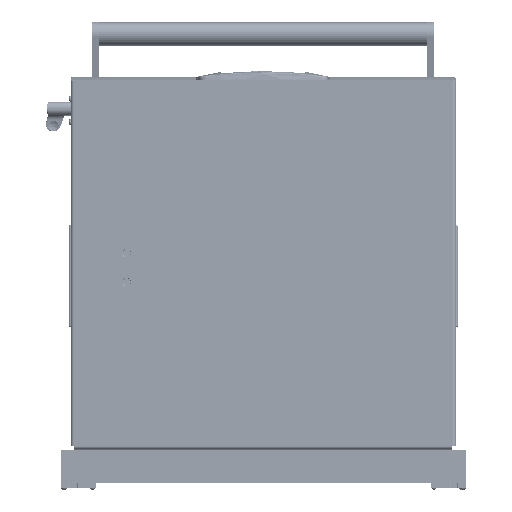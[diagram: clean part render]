
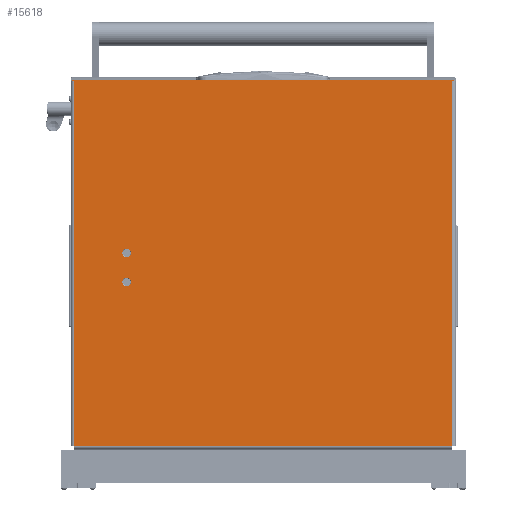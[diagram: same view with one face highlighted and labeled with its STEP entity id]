
A CAD part, front view. The second image highlights one B-rep face of the part: STEP entity #15618.
In plain terms, the highlighted face is planar.
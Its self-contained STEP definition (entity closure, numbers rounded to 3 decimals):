
#700 = LINE ( 'NONE', #171174, #47307 ) ;
#3749 = DIRECTION ( 'NONE',  ( -1., 0., 0. ) ) ;
#4355 = DIRECTION ( 'NONE',  ( -1., 0., 0. ) ) ;
#6798 = EDGE_CURVE ( 'NONE', #76066, #104589, #78497, .T. ) ;
#10569 = EDGE_CURVE ( 'NONE', #104589, #101718, #53750, .T. ) ;
#11669 = CIRCLE ( 'NONE', #134200, 5.2 ) ;
#12027 = EDGE_CURVE ( 'NONE', #103573, #93126, #11669, .T. ) ;
#12550 = DIRECTION ( 'NONE',  ( 0., 0., -1. ) ) ;
#15618 = ADVANCED_FACE ( 'NONE', ( #156114, #141724, #193017 ), #142155, .T. ) ;
#16287 = LINE ( 'NONE', #91236, #106803 ) ;
#16730 = CARTESIAN_POINT ( 'NONE',  ( 205., 389., 0. ) ) ;
#16940 = VECTOR ( 'NONE', #70094, 1000. ) ;
#17914 = ORIENTED_EDGE ( 'NONE', *, *, #27976, .F. ) ;
#18890 = ORIENTED_EDGE ( 'NONE', *, *, #12027, .F. ) ;
#20407 = VECTOR ( 'NONE', #138929, 1000. ) ;
#25660 = CARTESIAN_POINT ( 'NONE',  ( 240., 389., 0. ) ) ;
#27976 = EDGE_CURVE ( 'NONE', #134742, #134604, #99524, .T. ) ;
#30922 = EDGE_LOOP ( 'NONE', ( #166431, #116318 ) ) ;
#32662 = EDGE_CURVE ( 'NONE', #195979, #184808, #73047, .T. ) ;
#34830 = CARTESIAN_POINT ( 'NONE',  ( 210.2, 389., 0. ) ) ;
#35152 = LINE ( 'NONE', #93054, #20407 ) ;
#41723 = CARTESIAN_POINT ( 'NONE',  ( -2., -2., 0. ) ) ;
#43168 = AXIS2_PLACEMENT_3D ( 'NONE', #109389, #187905, #77270 ) ;
#43740 = DIRECTION ( 'NONE',  ( 0., 0., -1. ) ) ;
#47307 = VECTOR ( 'NONE', #186241, 1000. ) ;
#49365 = DIRECTION ( 'NONE',  ( 0., 1., 0. ) ) ;
#49938 = EDGE_CURVE ( 'NONE', #108618, #61921, #91496, .T. ) ;
#50276 = CARTESIAN_POINT ( 'NONE',  ( 0., 452., 0. ) ) ;
#53750 = LINE ( 'NONE', #72121, #16940 ) ;
#56271 = LINE ( 'NONE', #50276, #114911 ) ;
#60051 = AXIS2_PLACEMENT_3D ( 'NONE', #122990, #43740, #122303 ) ;
#61368 = CARTESIAN_POINT ( 'NONE',  ( 0., -2., 0. ) ) ;
#61921 = VERTEX_POINT ( 'NONE', #187729 ) ;
#64689 = DIRECTION ( 'NONE',  ( 0., 0., -1. ) ) ;
#66038 = CARTESIAN_POINT ( 'NONE',  ( 0., 452., 0. ) ) ;
#67233 = CARTESIAN_POINT ( 'NONE',  ( 436., 452., 0. ) ) ;
#70094 = DIRECTION ( 'NONE',  ( 0., 1., 0. ) ) ;
#72121 = CARTESIAN_POINT ( 'NONE',  ( -2., -4., 0. ) ) ;
#73047 = CIRCLE ( 'NONE', #140403, 5.2 ) ;
#73736 = EDGE_CURVE ( 'NONE', #93126, #103573, #98895, .T. ) ;
#76066 = VERTEX_POINT ( 'NONE', #61368 ) ;
#77270 = DIRECTION ( 'NONE',  ( -1., 0., 0. ) ) ;
#78497 = LINE ( 'NONE', #102059, #139711 ) ;
#79800 = CARTESIAN_POINT ( 'NONE',  ( -2., 454., 0. ) ) ;
#80201 = AXIS2_PLACEMENT_3D ( 'NONE', #112564, #64689, #3749 ) ;
#81875 = CARTESIAN_POINT ( 'NONE',  ( 436., 452., 0. ) ) ;
#85906 = CARTESIAN_POINT ( 'NONE',  ( 199.8, 389., 0. ) ) ;
#87724 = CIRCLE ( 'NONE', #60051, 5.2 ) ;
#91236 = CARTESIAN_POINT ( 'NONE',  ( 0., 454., 0. ) ) ;
#91496 = LINE ( 'NONE', #67233, #194199 ) ;
#93054 = CARTESIAN_POINT ( 'NONE',  ( 0., -4., 0. ) ) ;
#93126 = VERTEX_POINT ( 'NONE', #102517 ) ;
#98895 = CIRCLE ( 'NONE', #80201, 5.2 ) ;
#99524 = LINE ( 'NONE', #143648, #197375 ) ;
#101718 = VERTEX_POINT ( 'NONE', #79800 ) ;
#102059 = CARTESIAN_POINT ( 'NONE',  ( 0., -2., 0. ) ) ;
#102517 = CARTESIAN_POINT ( 'NONE',  ( 245.2, 389., 0. ) ) ;
#103573 = VERTEX_POINT ( 'NONE', #129103 ) ;
#104589 = VERTEX_POINT ( 'NONE', #41723 ) ;
#104717 = EDGE_CURVE ( 'NONE', #184808, #195979, #87724, .T. ) ;
#105297 = EDGE_CURVE ( 'NONE', #101718, #134604, #16287, .T. ) ;
#106803 = VECTOR ( 'NONE', #107680, 1000. ) ;
#107680 = DIRECTION ( 'NONE',  ( 1., 0., 0. ) ) ;
#108618 = VERTEX_POINT ( 'NONE', #81875 ) ;
#109389 = CARTESIAN_POINT ( 'NONE',  ( 0., 452., 0. ) ) ;
#110279 = EDGE_CURVE ( 'NONE', #161309, #61921, #700, .T. ) ;
#112564 = CARTESIAN_POINT ( 'NONE',  ( 240., 389., 0. ) ) ;
#114911 = VECTOR ( 'NONE', #4355, 1000. ) ;
#115681 = CARTESIAN_POINT ( 'NONE',  ( 0., 0., 0. ) ) ;
#116318 = ORIENTED_EDGE ( 'NONE', *, *, #32662, .F. ) ;
#117159 = DIRECTION ( 'NONE',  ( -1., 0., 0. ) ) ;
#122303 = DIRECTION ( 'NONE',  ( -1., 0., 0. ) ) ;
#122990 = CARTESIAN_POINT ( 'NONE',  ( 205., 389., 0. ) ) ;
#126228 = DIRECTION ( 'NONE',  ( -1., 0., 0. ) ) ;
#129103 = CARTESIAN_POINT ( 'NONE',  ( 234.8, 389., 0. ) ) ;
#134200 = AXIS2_PLACEMENT_3D ( 'NONE', #25660, #12550, #152753 ) ;
#134604 = VERTEX_POINT ( 'NONE', #201403 ) ;
#134742 = VERTEX_POINT ( 'NONE', #66038 ) ;
#138929 = DIRECTION ( 'NONE',  ( 0., 1., 0. ) ) ;
#139711 = VECTOR ( 'NONE', #117159, 1000. ) ;
#140403 = AXIS2_PLACEMENT_3D ( 'NONE', #16730, #201343, #126228 ) ;
#141724 = FACE_BOUND ( 'NONE', #162120, .T. ) ;
#142155 = PLANE ( 'NONE',  #43168 ) ;
#143648 = CARTESIAN_POINT ( 'NONE',  ( 0., -4., 0. ) ) ;
#143651 = ORIENTED_EDGE ( 'NONE', *, *, #160678, .F. ) ;
#148101 = EDGE_CURVE ( 'NONE', #76066, #161309, #35152, .T. ) ;
#152753 = DIRECTION ( 'NONE',  ( -1., 0., 0. ) ) ;
#156114 = FACE_BOUND ( 'NONE', #30922, .T. ) ;
#158603 = ORIENTED_EDGE ( 'NONE', *, *, #105297, .T. ) ;
#159433 = DIRECTION ( 'NONE',  ( 0., -1., 0. ) ) ;
#160678 = EDGE_CURVE ( 'NONE', #108618, #134742, #56271, .T. ) ;
#161309 = VERTEX_POINT ( 'NONE', #115681 ) ;
#162120 = EDGE_LOOP ( 'NONE', ( #18890, #189787 ) ) ;
#166431 = ORIENTED_EDGE ( 'NONE', *, *, #104717, .F. ) ;
#166556 = ORIENTED_EDGE ( 'NONE', *, *, #49938, .T. ) ;
#171174 = CARTESIAN_POINT ( 'NONE',  ( 0., 0., 0. ) ) ;
#172415 = EDGE_LOOP ( 'NONE', ( #186804, #196101, #172696, #158603, #17914, #143651, #166556, #178192 ) ) ;
#172696 = ORIENTED_EDGE ( 'NONE', *, *, #10569, .T. ) ;
#178192 = ORIENTED_EDGE ( 'NONE', *, *, #110279, .F. ) ;
#184808 = VERTEX_POINT ( 'NONE', #85906 ) ;
#186241 = DIRECTION ( 'NONE',  ( 1., 0., 0. ) ) ;
#186804 = ORIENTED_EDGE ( 'NONE', *, *, #148101, .F. ) ;
#187729 = CARTESIAN_POINT ( 'NONE',  ( 436., 0., 0. ) ) ;
#187905 = DIRECTION ( 'NONE',  ( 0., 0., -1. ) ) ;
#189787 = ORIENTED_EDGE ( 'NONE', *, *, #73736, .F. ) ;
#193017 = FACE_OUTER_BOUND ( 'NONE', #172415, .T. ) ;
#194199 = VECTOR ( 'NONE', #159433, 1000. ) ;
#195979 = VERTEX_POINT ( 'NONE', #34830 ) ;
#196101 = ORIENTED_EDGE ( 'NONE', *, *, #6798, .T. ) ;
#197375 = VECTOR ( 'NONE', #49365, 1000. ) ;
#201343 = DIRECTION ( 'NONE',  ( 0., 0., -1. ) ) ;
#201403 = CARTESIAN_POINT ( 'NONE',  ( 0., 454., 0. ) ) ;
